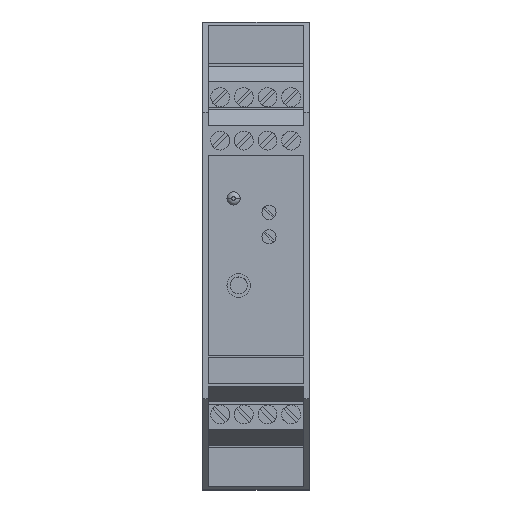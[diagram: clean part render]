
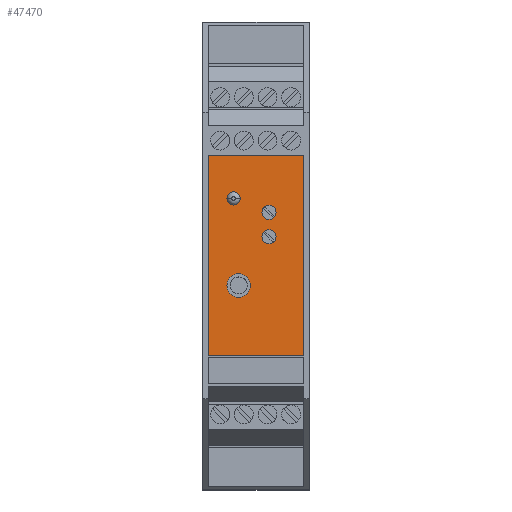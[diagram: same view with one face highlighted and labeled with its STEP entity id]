
A CAD part, top view. The second image highlights one B-rep face of the part: STEP entity #47470.
In plain terms, the highlighted planar face has unit normal (0, 0, 1).
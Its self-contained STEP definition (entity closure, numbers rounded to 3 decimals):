
#46480=CARTESIAN_POINT('',(11.3,46.55,113.1));
#46490=DIRECTION('',(0.,0.,1.));
#46500=DIRECTION('',(0.,1.,0.));
#46510=AXIS2_PLACEMENT_3D('',#46480,#46490,#46500);
#46520=PLANE('',#46510);
#46530=CARTESIAN_POINT('',(1.25,46.55,113.1));
#46540=DIRECTION('',(0.,-1.,0.));
#46550=VECTOR('',#46540,1.);
#46560=LINE('',#46530,#46550);
#46570=CARTESIAN_POINT('',(1.25,67.75,113.1));
#46580=VERTEX_POINT('',#46570);
#46590=CARTESIAN_POINT('',(1.25,25.5,
113.1));
#46600=VERTEX_POINT('',#46590);
#46610=EDGE_CURVE('',#46580,#46600,#46560,.T.);
#46620=ORIENTED_EDGE('',*,*,#46610,.T.);
#46630=CARTESIAN_POINT('',(3.75,67.75,
113.1));
#46640=DIRECTION('',(1.,0.,0.));
#46650=VECTOR('',#46640,1.);
#46660=LINE('',#46630,#46650);
#46670=CARTESIAN_POINT('',(21.35,67.75,
113.1));
#46680=VERTEX_POINT('',#46670);
#46690=EDGE_CURVE('',#46580,#46680,#46660,.T.);
#46700=ORIENTED_EDGE('',*,*,#46690,.F.);
#46710=CARTESIAN_POINT('',(21.35,46.55,113.1));
#46720=DIRECTION('',(0.,1.,0.));
#46730=VECTOR('',#46720,1.);
#46740=LINE('',#46710,#46730);
#46750=CARTESIAN_POINT('',(21.35,25.5,
113.1));
#46760=VERTEX_POINT('',#46750);
#46770=EDGE_CURVE('',#46760,#46680,#46740,.T.);
#46780=ORIENTED_EDGE('',*,*,#46770,.T.);
#46790=CARTESIAN_POINT('',(21.2,25.5,
113.1));
#46800=DIRECTION('',(-1.,0.,0.));
#46810=VECTOR('',#46800,1.);
#46820=LINE('',#46790,#46810);
#46830=EDGE_CURVE('',#46760,#46600,#46820,.T.);
#46840=ORIENTED_EDGE('',*,*,#46830,.F.);
#46850=EDGE_LOOP('',(#46840,#46780,#46700,#46620));
#46860=FACE_OUTER_BOUND('',#46850,.T.);
#46870=CARTESIAN_POINT('',(14.05,55.7,
113.1));
#46880=DIRECTION('',(0.,0.,1.));
#46890=DIRECTION('',(0.,1.,0.));
#46900=AXIS2_PLACEMENT_3D('',#46870,#46880,#46890);
#46910=CIRCLE('',#46900,1.5);
#46920=CARTESIAN_POINT('',(14.05,57.2,
113.1));
#46930=VERTEX_POINT('',#46920);
#46940=CARTESIAN_POINT('',(14.05,54.2,
113.1));
#46950=VERTEX_POINT('',#46940);
#46960=EDGE_CURVE('',#46930,#46950,#46910,.T.);
#46970=ORIENTED_EDGE('',*,*,#46960,.F.);
#46980=EDGE_CURVE('',#46950,#46930,#46910,.T.);
#46990=ORIENTED_EDGE('',*,*,#46980,.F.);
#47000=EDGE_LOOP('',(#46990,#46970));
#47010=FACE_BOUND('',#47000,.T.);
#47020=CARTESIAN_POINT('',(14.05,50.55,
113.1));
#47030=DIRECTION('',(0.,0.,1.));
#47040=DIRECTION('',(0.,1.,0.));
#47050=AXIS2_PLACEMENT_3D('',#47020,#47030,#47040);
#47060=CIRCLE('',#47050,1.5);
#47070=CARTESIAN_POINT('',(14.05,52.05,
113.1));
#47080=VERTEX_POINT('',#47070);
#47090=CARTESIAN_POINT('',(14.05,49.05,
113.1));
#47100=VERTEX_POINT('',#47090);
#47110=EDGE_CURVE('',#47080,#47100,#47060,.T.);
#47120=ORIENTED_EDGE('',*,*,#47110,.F.);
#47130=EDGE_CURVE('',#47100,#47080,#47060,.T.);
#47140=ORIENTED_EDGE('',*,*,#47130,.F.);
#47150=EDGE_LOOP('',(#47140,#47120));
#47160=FACE_BOUND('',#47150,.T.);
#47170=CARTESIAN_POINT('',(6.55,58.65,
113.1));
#47180=DIRECTION('',(0.,0.,1.));
#47190=DIRECTION('',(-1.,0.,0.));
#47200=AXIS2_PLACEMENT_3D('',#47170,#47180,#47190);
#47210=CIRCLE('',#47200,1.4);
#47220=CARTESIAN_POINT('',(5.15,58.65,
113.1));
#47230=VERTEX_POINT('',#47220);
#47240=CARTESIAN_POINT('',(7.95,58.65,
113.1));
#47250=VERTEX_POINT('',#47240);
#47260=EDGE_CURVE('',#47230,#47250,#47210,.T.);
#47270=ORIENTED_EDGE('',*,*,#47260,.F.);
#47280=EDGE_CURVE('',#47250,#47230,#47210,.T.);
#47290=ORIENTED_EDGE('',*,*,#47280,.F.);
#47300=EDGE_LOOP('',(#47290,#47270));
#47310=FACE_BOUND('',#47300,.T.);
#47320=CARTESIAN_POINT('',(7.65,40.25,113.1));
#47330=DIRECTION('',(0.,0.,1.));
#47340=DIRECTION('',(0.,1.,0.));
#47350=AXIS2_PLACEMENT_3D('',#47320,#47330,#47340);
#47360=CIRCLE('',#47350,2.5);
#47370=CARTESIAN_POINT('',(7.65,37.75,113.1));
#47380=VERTEX_POINT('',#47370);
#47390=CARTESIAN_POINT('',(7.65,42.75,113.1));
#47400=VERTEX_POINT('',#47390);
#47410=EDGE_CURVE('',#47380,#47400,#47360,.T.);
#47420=ORIENTED_EDGE('',*,*,#47410,.F.);
#47430=EDGE_CURVE('',#47400,#47380,#47360,.T.);
#47440=ORIENTED_EDGE('',*,*,#47430,.F.);
#47450=EDGE_LOOP('',(#47440,#47420));
#47460=FACE_BOUND('',#47450,.T.);
#47470=ADVANCED_FACE('',(#46860,#47010,#47160,#47310,#47460),#46520,.T.)
;
